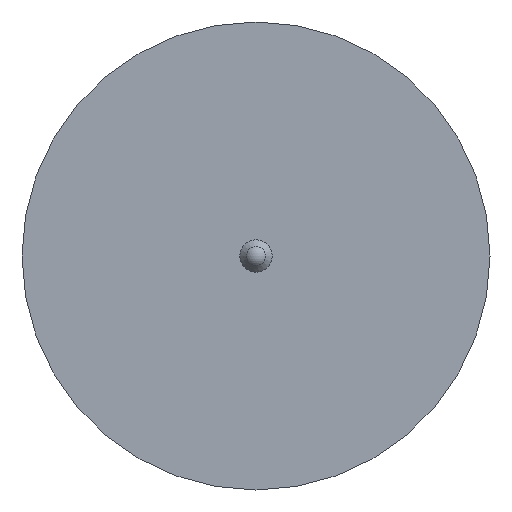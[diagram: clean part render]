
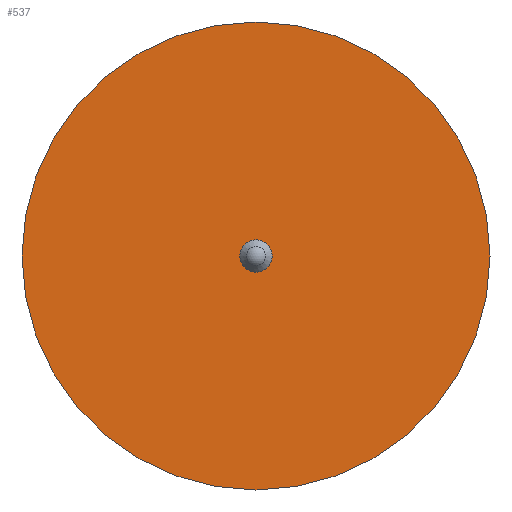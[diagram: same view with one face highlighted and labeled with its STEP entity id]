
A CAD part, front view. The second image highlights one B-rep face of the part: STEP entity #537.
In plain terms, the highlighted planar face has unit normal (0, -1, 0).
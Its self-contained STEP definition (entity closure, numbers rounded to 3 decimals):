
#52=FACE_BOUND('',#134,.T.);
#63=PLANE('',#626);
#97=FACE_OUTER_BOUND('',#133,.T.);
#133=EDGE_LOOP('',(#478,#479));
#134=EDGE_LOOP('',(#480,#481));
#199=CIRCLE('',#624,38.);
#200=CIRCLE('',#625,38.);
#201=CIRCLE('',#627,2.619);
#202=CIRCLE('',#628,2.619);
#250=VERTEX_POINT('',#989);
#251=VERTEX_POINT('',#990);
#252=VERTEX_POINT('',#995);
#253=VERTEX_POINT('',#996);
#326=EDGE_CURVE('',#250,#251,#199,.T.);
#327=EDGE_CURVE('',#251,#250,#200,.T.);
#329=EDGE_CURVE('',#252,#253,#201,.T.);
#330=EDGE_CURVE('',#253,#252,#202,.T.);
#478=ORIENTED_EDGE('',*,*,#326,.T.);
#479=ORIENTED_EDGE('',*,*,#327,.T.);
#480=ORIENTED_EDGE('',*,*,#329,.F.);
#481=ORIENTED_EDGE('',*,*,#330,.F.);
#537=ADVANCED_FACE('',(#97,#52),#63,.T.);
#624=AXIS2_PLACEMENT_3D('',#991,#775,#776);
#625=AXIS2_PLACEMENT_3D('',#992,#777,#778);
#626=AXIS2_PLACEMENT_3D('',#994,#780,#781);
#627=AXIS2_PLACEMENT_3D('',#997,#782,#783);
#628=AXIS2_PLACEMENT_3D('',#998,#784,#785);
#775=DIRECTION('center_axis',(0.,-1.,0.));
#776=DIRECTION('ref_axis',(1.,0.,0.));
#777=DIRECTION('center_axis',(0.,-1.,0.));
#778=DIRECTION('ref_axis',(1.,0.,0.));
#780=DIRECTION('center_axis',(0.,-1.,0.));
#781=DIRECTION('ref_axis',(0.,0.,-1.));
#782=DIRECTION('center_axis',(0.,-1.,0.));
#783=DIRECTION('ref_axis',(1.,0.,0.));
#784=DIRECTION('center_axis',(0.,-1.,0.));
#785=DIRECTION('ref_axis',(1.,0.,0.));
#989=CARTESIAN_POINT('',(38.,0.,0.));
#990=CARTESIAN_POINT('',(-38.,0.,0.));
#991=CARTESIAN_POINT('Origin',(0.,0.,0.));
#992=CARTESIAN_POINT('Origin',(0.,0.,0.));
#994=CARTESIAN_POINT('Origin',(2.619,0.,0.));
#995=CARTESIAN_POINT('',(2.619,0.,0.));
#996=CARTESIAN_POINT('',(-2.619,0.,0.));
#997=CARTESIAN_POINT('Origin',(0.,0.,0.));
#998=CARTESIAN_POINT('Origin',(0.,0.,0.));
